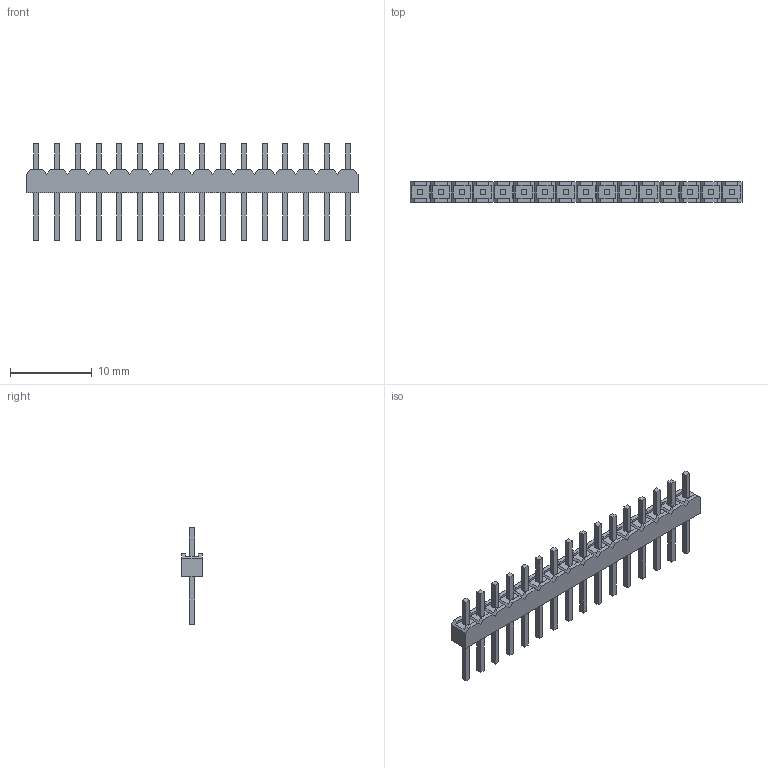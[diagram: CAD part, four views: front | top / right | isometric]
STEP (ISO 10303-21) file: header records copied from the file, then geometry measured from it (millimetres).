
FILE_DESCRIPTION(('STEP AP214'),'1');
FILE_NAME('70299216.stp','2018-08-04T14:59:02',('TraceParts'),('TraceParts S.A.'),'Spatial InterOp 3D',' ',' ');
FILE_SCHEMA(('automotive_design'));
Length unit declared in the file: millimetre
Products named in the file (1): 70299216
Bounding box: 40.64 x 2.5 x 11.8 mm (x, y, z)
Volume: 320.3 mm3; surface area: 837.5 mm2
Topology: 1 solids, 1 shells, 277 faces, 729 edges, 486 vertices
Faces by surface type: plane 277
Entity records: 8378 total; most frequent: CARTESIAN_POINT 1493, ORIENTED_EDGE 1458, DIRECTION 1285, EDGE_CURVE 729, LINE 729, VECTOR 729, VERTEX_POINT 486, EDGE_LOOP 309
